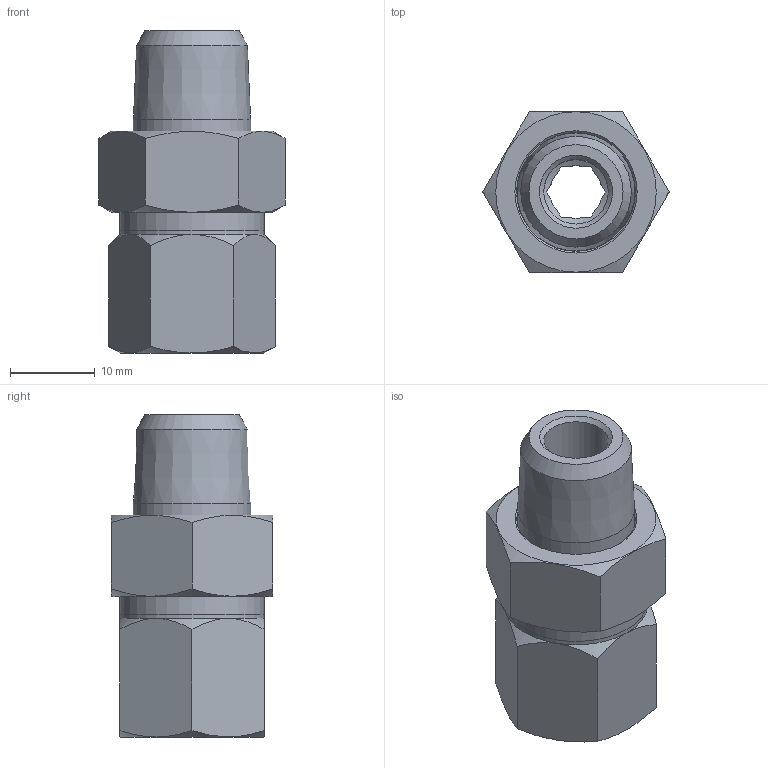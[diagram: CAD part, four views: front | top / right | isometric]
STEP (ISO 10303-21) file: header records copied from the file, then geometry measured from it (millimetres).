
FILE_DESCRIPTION(( 'RA.16B14.14.stp' ), '1');
FILE_NAME( 'RA.16B14.14.stp', '2018-09-19T08:50:00',( 'Sopra'),('sopra-pneumatic.com'), 'SwSTEP 2.0','SolidWorks 2009','' );
FILE_SCHEMA (('AUTOMOTIVE_DESIGN {1 0 10303 214 3 1 1}'));
Length unit declared in the file: millimetre
Products named in the file (4): NC27514NI; NC27514BNI; NC27014ANI; NC27014CNI
Assembly tree (3 placements, depth 2):
  NC27514NI
    NC27514BNI
    NC27014ANI
    NC27014CNI
Bounding box: 21.94 x 19 x 37.97 mm (x, y, z)
Volume: 5981.8 mm3; surface area: 4994 mm2
Topology: 3 solids, 3 shells, 73 faces, 174 edges, 110 vertices
Faces by surface type: plane 33, cone 21, cylinder 18, torus 1
Full cylindrical faces by diameter (mm): 7.6 x1, 8.5 x1, 11.8 x2, 12.45 x1, 13.8 x1, 14 x1, 15.7 x1, 16 x2, 17 x2
Entity records: 2564 total; most frequent: CARTESIAN_POINT 515, DIRECTION 288, ORIENTED_EDGE 272, EDGE_CURVE 136, AXIS2_PLACEMENT_3D 129, EDGE_LOOP 110, FACE_BOUND 110, VERTEX_POINT 100
